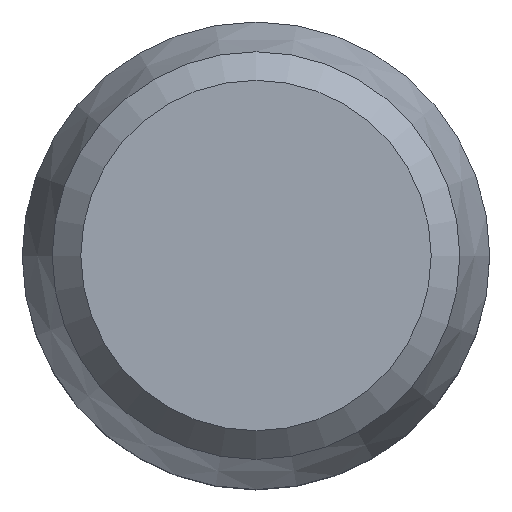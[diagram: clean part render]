
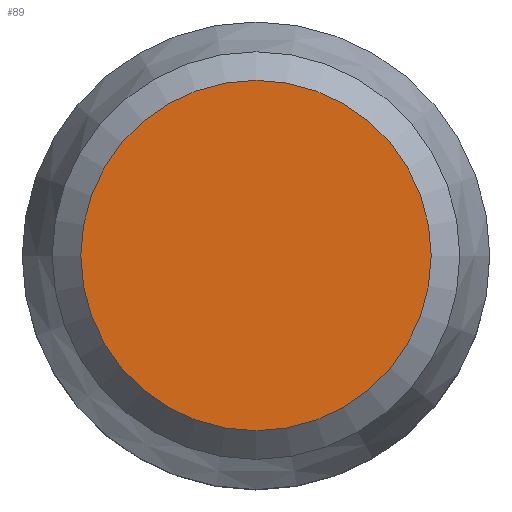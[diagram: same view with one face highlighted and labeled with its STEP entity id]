
A CAD part, top view. The second image highlights one B-rep face of the part: STEP entity #89.
In plain terms, the highlighted planar face has unit normal (0, 0, 1).
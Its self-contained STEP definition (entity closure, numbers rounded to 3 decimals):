
#51=PLANE('',#760);
#61=FACE_OUTER_BOUND('',#153,.T.);
#89=ADVANCED_FACE('',(#61),#51,.F.);
#153=EDGE_LOOP('',(#225));
#225=ORIENTED_EDGE('',*,*,#287,.T.);
#251=VERTEX_POINT('',#1064);
#287=EDGE_CURVE('',#251,#251,#303,.T.);
#303=CIRCLE('',#754,3.8);
#754=AXIS2_PLACEMENT_3D('',#1063,#895,#896);
#760=AXIS2_PLACEMENT_3D('',#1072,#907,#908);
#895=DIRECTION('',(0.,0.,1.));
#896=DIRECTION('',(-1.,0.,0.));
#907=DIRECTION('',(0.,0.,-1.));
#908=DIRECTION('',(-1.,0.,0.));
#1063=CARTESIAN_POINT('',(0.,0.,100.2));
#1064=CARTESIAN_POINT('',(-3.8,0.,100.2));
#1072=CARTESIAN_POINT('',(-10.5,0.,100.2));
